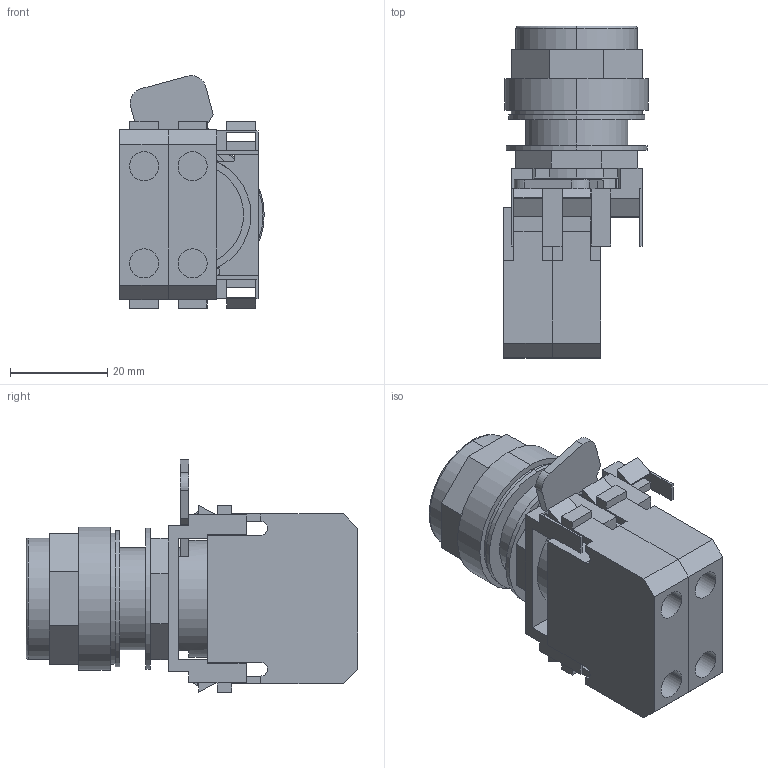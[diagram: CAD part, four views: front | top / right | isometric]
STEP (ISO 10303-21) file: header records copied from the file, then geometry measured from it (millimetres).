
FILE_DESCRIPTION (( 'STEP AP214' ), '1' );
FILE_NAME ('E22TB9X10B.step', '2018-07-05T19:35:44', ( '' ), ( '' ), 'SwSTEP 2.0', 'SolidWorks 2017', '' );
FILE_SCHEMA (( 'AUTOMOTIVE_DESIGN' ));
Length unit declared in the file: millimetre
Products named in the file (1): E22TB9X10B
Bounding box: 29.75 x 68.3 x 47.88 mm (x, y, z)
Volume: 41389.3 mm3; surface area: 20966.8 mm2
Topology: 8 solids, 8 shells, 263 faces, 725 edges, 468 vertices
Faces by surface type: plane 217, cylinder 44, torus 2
Entity records: 8872 total; most frequent: CARTESIAN_POINT 1457, ORIENTED_EDGE 1450, DIRECTION 1361, EDGE_CURVE 725, VECTOR 617, LINE 617, VERTEX_POINT 468, AXIS2_PLACEMENT_3D 372
